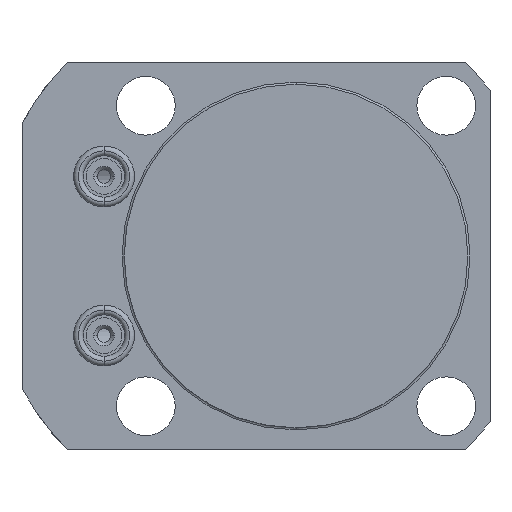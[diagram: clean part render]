
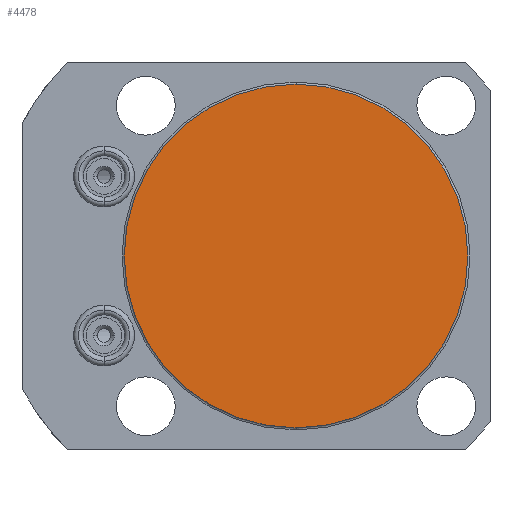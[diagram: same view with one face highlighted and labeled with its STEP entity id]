
A CAD part, front view. The second image highlights one B-rep face of the part: STEP entity #4478.
In plain terms, the highlighted planar face has unit normal (0, -1, 0).
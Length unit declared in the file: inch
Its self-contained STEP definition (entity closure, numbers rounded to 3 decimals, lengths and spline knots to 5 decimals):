
#2228=CARTESIAN_POINT('',(0.,0.,0.));
#2229=DIRECTION('',(0.,-1.,0.));
#2230=DIRECTION('',(0.,0.,1.));
#2231=AXIS2_PLACEMENT_3D('',#2228,#2229,#2230);
#2236=CARTESIAN_POINT('',(0.,0.,0.));
#2237=DIRECTION('',(0.,-1.,0.));
#2238=DIRECTION('',(0.,0.,-1.));
#2239=AXIS2_PLACEMENT_3D('',#2236,#2237,#2238);
#2281=CARTESIAN_POINT('',(0.,0.,1.236));
#2282=CARTESIAN_POINT('',(0.,0.,-1.236));
#2283=VERTEX_POINT('',#2281);
#2284=VERTEX_POINT('',#2282);
#4469=CARTESIAN_POINT('',(0.,0.,0.));
#4470=DIRECTION('',(0.,1.,0.));
#4471=DIRECTION('',(0.,0.,1.));
#4472=AXIS2_PLACEMENT_3D('',#4469,#4470,#4471);
#4473=PLANE('',#4472);
#4474=ORIENTED_EDGE('',*,*,#4449,.F.);
#4475=ORIENTED_EDGE('',*,*,#4463,.F.);
#4476=EDGE_LOOP('',(#4474,#4475));
#4477=FACE_OUTER_BOUND('',#4476,.F.);
#2232=CIRCLE('',#2231,1.236);
#2240=CIRCLE('',#2239,1.236);
#4449=EDGE_CURVE('',#2283,#2284,#2232,.T.);
#4463=EDGE_CURVE('',#2284,#2283,#2240,.T.);
#4478=ADVANCED_FACE('',(#4477),#4473,.F.);
